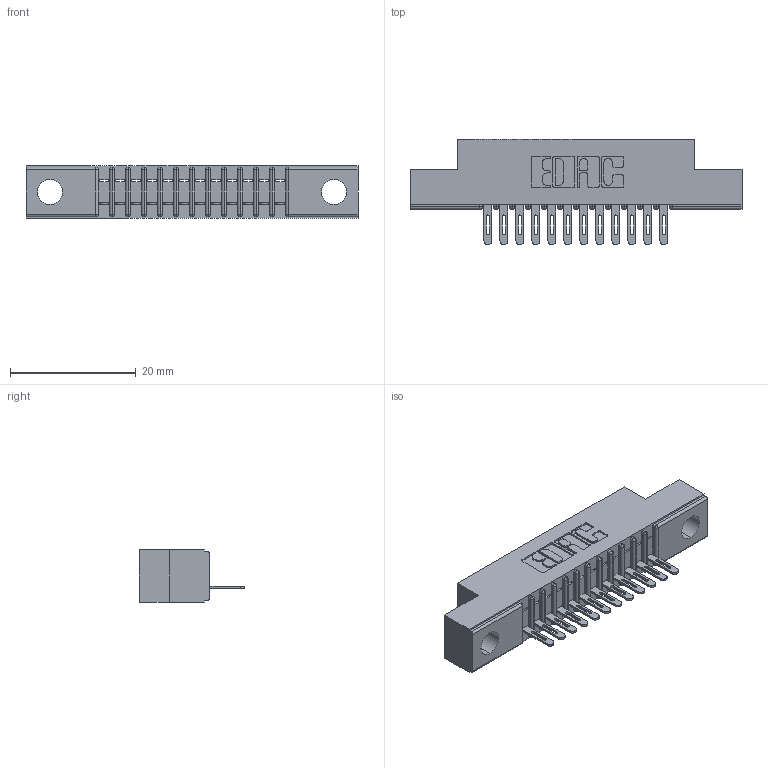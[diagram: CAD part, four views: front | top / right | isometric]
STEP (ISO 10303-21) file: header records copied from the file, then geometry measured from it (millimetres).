
FILE_DESCRIPTION (( 'STEP AP203' ), '1' );
FILE_NAME ('341-012-500-104.STEP', '2018-08-06T03:10:49', ( '' ), ( '' ), 'SwSTEP 2.0', 'SolidWorks 2016', '' );
FILE_SCHEMA (( 'CONFIG_CONTROL_DESIGN' ));
Length unit declared in the file: inch
Products named in the file (3): 341-012-500-104; 341 Part_.156 (3.96) Dia Mounting Holes; 341-292-001_341-292-100
Assembly tree (13 placements, depth 2):
  341-012-500-104
    341 Part_.156 (3.96) Dia Mounting Holes
    341-292-001_341-292-100  x12
Bounding box: 52.7 x 16.69 x 8.38 mm (x, y, z)
Volume: 2851.5 mm3; surface area: 4766.5 mm2
Topology: 13 solids, 13 shells, 1114 faces, 3196 edges, 2054 vertices
Faces by surface type: plane 670, cylinder 396, sphere 26, torus 22
Entity records: 18561 total; most frequent: CARTESIAN_POINT 3142, ORIENTED_EDGE 3128, DIRECTION 3054, EDGE_CURVE 1564, LINE 1234, VECTOR 1234, VERTEX_POINT 998, AXIS2_PLACEMENT_3D 910
